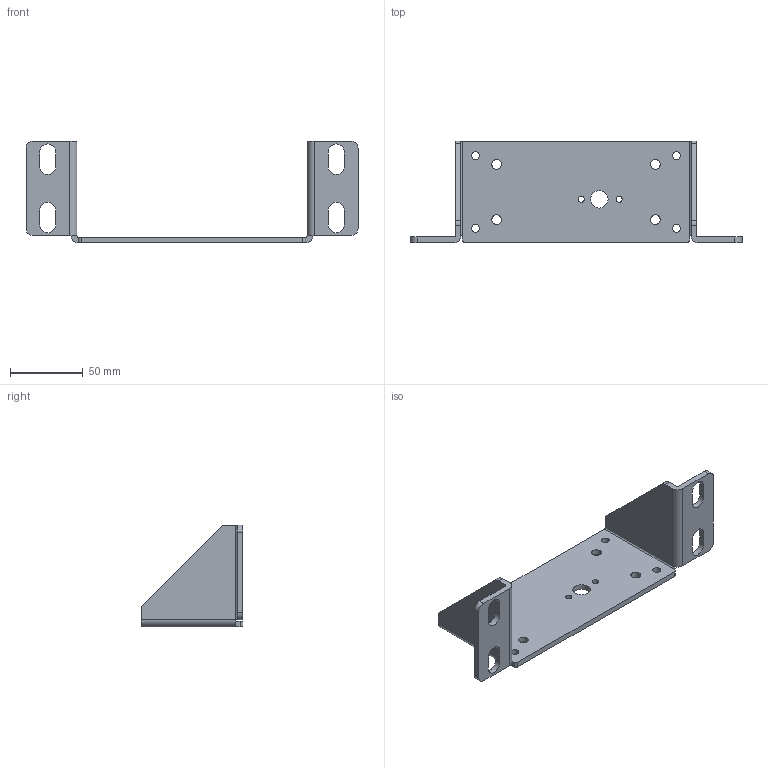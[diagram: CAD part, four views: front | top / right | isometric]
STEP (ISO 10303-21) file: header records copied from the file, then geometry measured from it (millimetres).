
FILE_DESCRIPTION(/* description */ ('Unknown'),/* implementation_level */ '2;1');
FILE_NAME(/* name */ '127.00630',/* time_stamp */ '2017-03-28T12:01:02+02:00',/* author */ ('Unknown'),/* organization */ ('Unknown'),/* preprocessor_version */ 'ST-DEVELOPER v16.7',/* originating_system */ 'DEX',/* authorisation */ $);
FILE_SCHEMA (('AUTOMOTIVE_DESIGN {1 0 10303 214 3 1 1}'));
Length unit declared in the file: millimetre
Products named in the file (1): 127.00630
Bounding box: 228 x 70 x 70 mm (x, y, z)
Volume: 80564.3 mm3; surface area: 45191.4 mm2
Topology: 1 solids, 1 shells, 69 faces, 189 edges, 122 vertices
Faces by surface type: cylinder 37, plane 32
Full cylindrical faces by diameter (mm): 4.2 x2, 5.5 x4, 6.6 x4, 12 x1
Entity records: 2236 total; most frequent: DIRECTION 392, CARTESIAN_POINT 370, ORIENTED_EDGE 356, EDGE_CURVE 178, AXIS2_PLACEMENT_3D 144, VERTEX_POINT 122, EDGE_LOOP 110, FACE_BOUND 110
